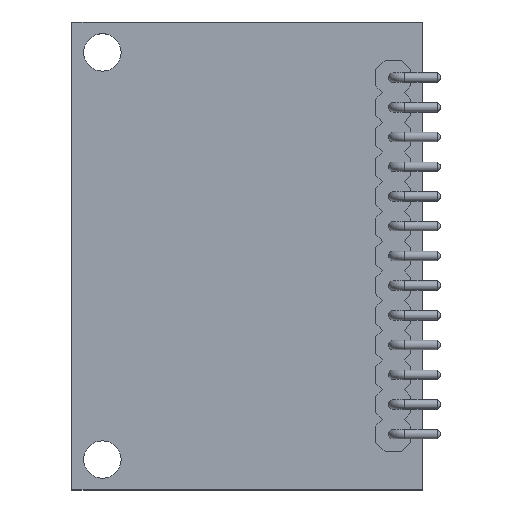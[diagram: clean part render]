
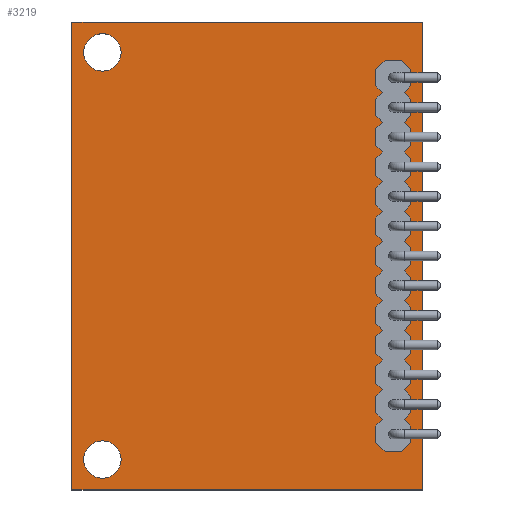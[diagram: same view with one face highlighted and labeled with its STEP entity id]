
A CAD part, top view. The second image highlights one B-rep face of the part: STEP entity #3219.
In plain terms, the highlighted planar face has unit normal (0, 0, 1).
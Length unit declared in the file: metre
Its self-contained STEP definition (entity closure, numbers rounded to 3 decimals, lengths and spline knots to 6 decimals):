
#119=CIRCLE('',#3488,0.0016);
#120=CIRCLE('',#3489,0.0016);
#121=CIRCLE('',#3490,0.0005);
#122=CIRCLE('',#3491,0.0005);
#123=CIRCLE('',#3492,0.0005);
#124=CIRCLE('',#3493,0.0005);
#125=CIRCLE('',#3494,0.0005);
#126=CIRCLE('',#3495,0.0005);
#127=CIRCLE('',#3496,0.0005);
#128=CIRCLE('',#3497,0.0005);
#129=CIRCLE('',#3498,0.0005);
#130=CIRCLE('',#3499,0.0005);
#131=CIRCLE('',#3500,0.0005);
#132=CIRCLE('',#3501,0.0005);
#133=CIRCLE('',#3502,0.0005);
#269=ORIENTED_EDGE('',*,*,#1085,.F.);
#270=ORIENTED_EDGE('',*,*,#1086,.F.);
#271=ORIENTED_EDGE('',*,*,#1087,.F.);
#272=ORIENTED_EDGE('',*,*,#1088,.F.);
#273=ORIENTED_EDGE('',*,*,#1089,.F.);
#274=ORIENTED_EDGE('',*,*,#1090,.F.);
#275=ORIENTED_EDGE('',*,*,#1091,.F.);
#276=ORIENTED_EDGE('',*,*,#1092,.F.);
#277=ORIENTED_EDGE('',*,*,#1093,.F.);
#278=ORIENTED_EDGE('',*,*,#1094,.F.);
#279=ORIENTED_EDGE('',*,*,#1095,.F.);
#280=ORIENTED_EDGE('',*,*,#1096,.F.);
#281=ORIENTED_EDGE('',*,*,#1097,.F.);
#282=ORIENTED_EDGE('',*,*,#1098,.F.);
#283=ORIENTED_EDGE('',*,*,#1099,.F.);
#284=ORIENTED_EDGE('',*,*,#1075,.F.);
#285=ORIENTED_EDGE('',*,*,#1079,.T.);
#286=ORIENTED_EDGE('',*,*,#1082,.T.);
#287=ORIENTED_EDGE('',*,*,#1084,.F.);
#1075=EDGE_CURVE('',#1485,#1486,#1803,.T.);
#1079=EDGE_CURVE('',#1485,#1488,#1807,.T.);
#1082=EDGE_CURVE('',#1488,#1490,#1810,.T.);
#1084=EDGE_CURVE('',#1486,#1490,#1812,.T.);
#1085=EDGE_CURVE('',#1491,#1491,#119,.T.);
#1086=EDGE_CURVE('',#1492,#1492,#120,.T.);
#1087=EDGE_CURVE('',#1493,#1493,#121,.T.);
#1088=EDGE_CURVE('',#1494,#1494,#122,.T.);
#1089=EDGE_CURVE('',#1495,#1495,#123,.T.);
#1090=EDGE_CURVE('',#1496,#1496,#124,.T.);
#1091=EDGE_CURVE('',#1497,#1497,#125,.T.);
#1092=EDGE_CURVE('',#1498,#1498,#126,.T.);
#1093=EDGE_CURVE('',#1499,#1499,#127,.T.);
#1094=EDGE_CURVE('',#1500,#1500,#128,.T.);
#1095=EDGE_CURVE('',#1501,#1501,#129,.T.);
#1096=EDGE_CURVE('',#1502,#1502,#130,.T.);
#1097=EDGE_CURVE('',#1503,#1503,#131,.T.);
#1098=EDGE_CURVE('',#1504,#1504,#132,.T.);
#1099=EDGE_CURVE('',#1505,#1505,#133,.T.);
#1485=VERTEX_POINT('',#4835);
#1486=VERTEX_POINT('',#4837);
#1488=VERTEX_POINT('',#4843);
#1490=VERTEX_POINT('',#4849);
#1491=VERTEX_POINT('',#4856);
#1492=VERTEX_POINT('',#4858);
#1493=VERTEX_POINT('',#4860);
#1494=VERTEX_POINT('',#4862);
#1495=VERTEX_POINT('',#4864);
#1496=VERTEX_POINT('',#4866);
#1497=VERTEX_POINT('',#4868);
#1498=VERTEX_POINT('',#4870);
#1499=VERTEX_POINT('',#4872);
#1500=VERTEX_POINT('',#4874);
#1501=VERTEX_POINT('',#4876);
#1502=VERTEX_POINT('',#4878);
#1503=VERTEX_POINT('',#4880);
#1504=VERTEX_POINT('',#4882);
#1505=VERTEX_POINT('',#4884);
#1803=LINE('',#4836,#2079);
#1807=LINE('',#4844,#2083);
#1810=LINE('',#4850,#2086);
#1812=LINE('',#4853,#2088);
#2079=VECTOR('',#3845,1.);
#2083=VECTOR('',#3851,1.);
#2086=VECTOR('',#3856,1.);
#2088=VECTOR('',#3860,1.);
#2357=EDGE_LOOP('',(#269));
#2358=EDGE_LOOP('',(#270));
#2359=EDGE_LOOP('',(#271));
#2360=EDGE_LOOP('',(#272));
#2361=EDGE_LOOP('',(#273));
#2362=EDGE_LOOP('',(#274));
#2363=EDGE_LOOP('',(#275));
#2364=EDGE_LOOP('',(#276));
#2365=EDGE_LOOP('',(#277));
#2366=EDGE_LOOP('',(#278));
#2367=EDGE_LOOP('',(#279));
#2368=EDGE_LOOP('',(#280));
#2369=EDGE_LOOP('',(#281));
#2370=EDGE_LOOP('',(#282));
#2371=EDGE_LOOP('',(#283));
#2372=EDGE_LOOP('',(#284,#285,#286,#287));
#2725=FACE_BOUND('',#2357,.T.);
#2726=FACE_BOUND('',#2358,.T.);
#2727=FACE_BOUND('',#2359,.T.);
#2728=FACE_BOUND('',#2360,.T.);
#2729=FACE_BOUND('',#2361,.T.);
#2730=FACE_BOUND('',#2362,.T.);
#2731=FACE_BOUND('',#2363,.T.);
#2732=FACE_BOUND('',#2364,.T.);
#2733=FACE_BOUND('',#2365,.T.);
#2734=FACE_BOUND('',#2366,.T.);
#2735=FACE_BOUND('',#2367,.T.);
#2736=FACE_BOUND('',#2368,.T.);
#2737=FACE_BOUND('',#2369,.T.);
#2738=FACE_BOUND('',#2370,.T.);
#2739=FACE_BOUND('',#2371,.T.);
#2740=FACE_BOUND('',#2372,.T.);
#3093=PLANE('',#3487);
#3219=ADVANCED_FACE('',(#2725,#2726,#2727,#2728,#2729,#2730,#2731,#2732,
#2733,#2734,#2735,#2736,#2737,#2738,#2739,#2740),#3093,.T.);
#3487=AXIS2_PLACEMENT_3D('',#4854,#3861,#3862);
#3488=AXIS2_PLACEMENT_3D('',#4855,#3863,#3864);
#3489=AXIS2_PLACEMENT_3D('',#4857,#3865,#3866);
#3490=AXIS2_PLACEMENT_3D('',#4859,#3867,#3868);
#3491=AXIS2_PLACEMENT_3D('',#4861,#3869,#3870);
#3492=AXIS2_PLACEMENT_3D('',#4863,#3871,#3872);
#3493=AXIS2_PLACEMENT_3D('',#4865,#3873,#3874);
#3494=AXIS2_PLACEMENT_3D('',#4867,#3875,#3876);
#3495=AXIS2_PLACEMENT_3D('',#4869,#3877,#3878);
#3496=AXIS2_PLACEMENT_3D('',#4871,#3879,#3880);
#3497=AXIS2_PLACEMENT_3D('',#4873,#3881,#3882);
#3498=AXIS2_PLACEMENT_3D('',#4875,#3883,#3884);
#3499=AXIS2_PLACEMENT_3D('',#4877,#3885,#3886);
#3500=AXIS2_PLACEMENT_3D('',#4879,#3887,#3888);
#3501=AXIS2_PLACEMENT_3D('',#4881,#3889,#3890);
#3502=AXIS2_PLACEMENT_3D('',#4883,#3891,#3892);
#3845=DIRECTION('',(0.,-1.,0.));
#3851=DIRECTION('',(-1.,0.,0.));
#3856=DIRECTION('',(0.,-1.,0.));
#3860=DIRECTION('',(-1.,0.,0.));
#3861=DIRECTION('',(0.,0.,1.));
#3862=DIRECTION('',(0.,1.,0.));
#3863=DIRECTION('',(0.,0.,1.));
#3864=DIRECTION('',(0.,1.,0.));
#3865=DIRECTION('',(0.,0.,1.));
#3866=DIRECTION('',(0.,1.,0.));
#3867=DIRECTION('',(0.,0.,1.));
#3868=DIRECTION('',(0.,1.,0.));
#3869=DIRECTION('',(0.,0.,1.));
#3870=DIRECTION('',(0.,1.,0.));
#3871=DIRECTION('',(0.,0.,1.));
#3872=DIRECTION('',(0.,1.,0.));
#3873=DIRECTION('',(0.,0.,1.));
#3874=DIRECTION('',(0.,1.,0.));
#3875=DIRECTION('',(0.,0.,1.));
#3876=DIRECTION('',(0.,1.,0.));
#3877=DIRECTION('',(0.,0.,1.));
#3878=DIRECTION('',(0.,1.,0.));
#3879=DIRECTION('',(0.,0.,1.));
#3880=DIRECTION('',(0.,1.,0.));
#3881=DIRECTION('',(0.,0.,1.));
#3882=DIRECTION('',(0.,1.,0.));
#3883=DIRECTION('',(0.,0.,1.));
#3884=DIRECTION('',(0.,1.,0.));
#3885=DIRECTION('',(0.,0.,1.));
#3886=DIRECTION('',(0.,1.,0.));
#3887=DIRECTION('',(0.,0.,1.));
#3888=DIRECTION('',(0.,1.,0.));
#3889=DIRECTION('',(0.,0.,1.));
#3890=DIRECTION('',(0.,1.,0.));
#3891=DIRECTION('',(0.,0.,1.));
#3892=DIRECTION('',(0.,1.,0.));
#4835=CARTESIAN_POINT('',(0.015,0.02,0.0036));
#4836=CARTESIAN_POINT('',(0.015,0.,0.0036));
#4837=CARTESIAN_POINT('',(0.015,-0.02,0.0036));
#4843=CARTESIAN_POINT('',(-0.015,0.02,0.0036));
#4844=CARTESIAN_POINT('',(0.,0.02,0.0036));
#4849=CARTESIAN_POINT('',(-0.015,-0.02,0.0036));
#4850=CARTESIAN_POINT('',(-0.015,0.,0.0036));
#4853=CARTESIAN_POINT('',(0.,-0.02,0.0036));
#4854=CARTESIAN_POINT('',(0.,0.,0.0036));
#4855=CARTESIAN_POINT('',(-0.0124,-0.0174,0.0036));
#4856=CARTESIAN_POINT('',(-0.0124,-0.0158,0.0036));
#4857=CARTESIAN_POINT('',(-0.0124,0.0174,0.0036));
#4858=CARTESIAN_POINT('',(-0.0124,0.019,0.0036));
#4859=CARTESIAN_POINT('',(0.01246,-0.01524,0.0036));
#4860=CARTESIAN_POINT('',(0.01246,-0.01474,0.0036));
#4861=CARTESIAN_POINT('',(0.01246,-0.0127,0.0036));
#4862=CARTESIAN_POINT('',(0.01246,-0.0122,0.0036));
#4863=CARTESIAN_POINT('',(0.01246,-0.01016,0.0036));
#4864=CARTESIAN_POINT('',(0.01246,-0.00966,0.0036));
#4865=CARTESIAN_POINT('',(0.01246,-0.00762,0.0036));
#4866=CARTESIAN_POINT('',(0.01246,-0.00712,0.0036));
#4867=CARTESIAN_POINT('',(0.01246,-0.00508,0.0036));
#4868=CARTESIAN_POINT('',(0.01246,-0.00458,0.0036));
#4869=CARTESIAN_POINT('',(0.01246,-0.00254,0.0036));
#4870=CARTESIAN_POINT('',(0.01246,-0.00204,0.0036));
#4871=CARTESIAN_POINT('',(0.01246,0.,0.0036));
#4872=CARTESIAN_POINT('',(0.01246,0.0005,0.0036));
#4873=CARTESIAN_POINT('',(0.01246,0.00254,0.0036));
#4874=CARTESIAN_POINT('',(0.01246,0.00304,0.0036));
#4875=CARTESIAN_POINT('',(0.01246,0.00508,0.0036));
#4876=CARTESIAN_POINT('',(0.01246,0.00558,0.0036));
#4877=CARTESIAN_POINT('',(0.01246,0.00762,0.0036));
#4878=CARTESIAN_POINT('',(0.01246,0.00812,0.0036));
#4879=CARTESIAN_POINT('',(0.01246,0.01016,0.0036));
#4880=CARTESIAN_POINT('',(0.01246,0.01066,0.0036));
#4881=CARTESIAN_POINT('',(0.01246,0.0127,0.0036));
#4882=CARTESIAN_POINT('',(0.01246,0.0132,0.0036));
#4883=CARTESIAN_POINT('',(0.01246,0.01524,0.0036));
#4884=CARTESIAN_POINT('',(0.01246,0.01574,0.0036));
